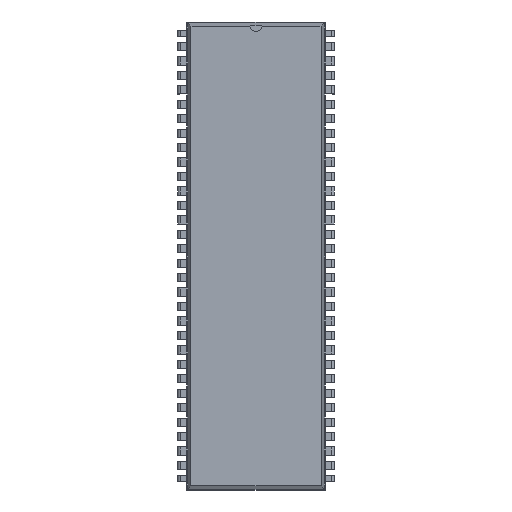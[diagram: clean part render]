
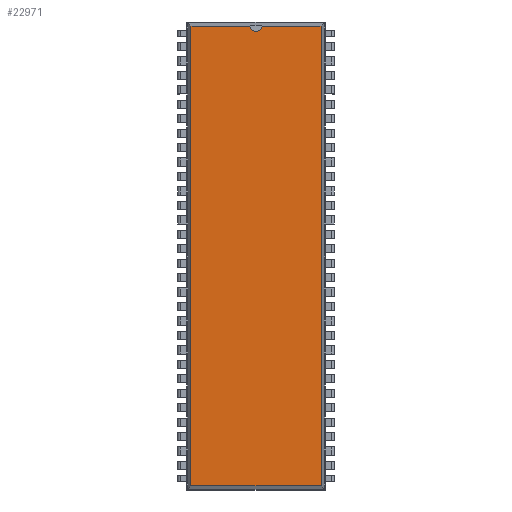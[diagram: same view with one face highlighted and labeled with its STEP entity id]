
A CAD part, top view. The second image highlights one B-rep face of the part: STEP entity #22971.
In plain terms, the highlighted planar face has unit normal (0, 0, 1).
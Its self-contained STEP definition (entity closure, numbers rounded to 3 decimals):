
#10786 = VERTEX_POINT('',#10787);
#10787 = CARTESIAN_POINT('',(17.533,0.74,4.76));
#10792 = EDGE_CURVE('',#10793,#10786,#10795,.T.);
#10793 = VERTEX_POINT('',#10794);
#10794 = CARTESIAN_POINT('',(17.533,-55.92,4.76));
#10795 = LINE('',#10796,#10797);
#10796 = CARTESIAN_POINT('',(17.533,-55.92,4.76));
#10797 = VECTOR('',#10798,1.);
#10798 = DIRECTION('',(0.,1.,0.));
#22897 = VERTEX_POINT('',#22898);
#22898 = CARTESIAN_POINT('',(1.513,0.74,4.76));
#22903 = EDGE_CURVE('',#22904,#22897,#22906,.T.);
#22904 = VERTEX_POINT('',#22905);
#22905 = CARTESIAN_POINT('',(8.777,0.74,4.76));
#22906 = LINE('',#22907,#22908);
#22907 = CARTESIAN_POINT('',(17.533,0.74,4.76));
#22908 = VECTOR('',#22909,1.);
#22909 = DIRECTION('',(-1.,0.,0.));
#22929 = VERTEX_POINT('',#22930);
#22930 = CARTESIAN_POINT('',(10.269,0.74,4.76));
#22938 = EDGE_CURVE('',#10786,#22929,#22939,.T.);
#22939 = LINE('',#22940,#22941);
#22940 = CARTESIAN_POINT('',(17.533,0.74,4.76));
#22941 = VECTOR('',#22942,1.);
#22942 = DIRECTION('',(-1.,0.,0.));
#22954 = EDGE_CURVE('',#22955,#10793,#22957,.T.);
#22955 = VERTEX_POINT('',#22956);
#22956 = CARTESIAN_POINT('',(1.513,-55.92,4.76));
#22957 = LINE('',#22958,#22959);
#22958 = CARTESIAN_POINT('',(1.513,-55.92,4.76));
#22959 = VECTOR('',#22960,1.);
#22960 = DIRECTION('',(1.,0.,0.));
#22971 = ADVANCED_FACE('',(#22972),#23000,.F.);
#22972 = FACE_BOUND('',#22973,.F.);
#22973 = EDGE_LOOP('',(#22974,#22975,#22976,#22982,#22983,#22992,#22999)
);
#22974 = ORIENTED_EDGE('',*,*,#10792,.F.);
#22975 = ORIENTED_EDGE('',*,*,#22954,.F.);
#22976 = ORIENTED_EDGE('',*,*,#22977,.F.);
#22977 = EDGE_CURVE('',#22897,#22955,#22978,.T.);
#22978 = LINE('',#22979,#22980);
#22979 = CARTESIAN_POINT('',(1.513,0.74,4.76));
#22980 = VECTOR('',#22981,1.);
#22981 = DIRECTION('',(0.,-1.,0.));
#22982 = ORIENTED_EDGE('',*,*,#22903,.F.);
#22983 = ORIENTED_EDGE('',*,*,#22984,.F.);
#22984 = EDGE_CURVE('',#22985,#22904,#22987,.T.);
#22985 = VERTEX_POINT('',#22986);
#22986 = CARTESIAN_POINT('',(9.523,0.065,4.76));
#22987 = CIRCLE('',#22988,0.75);
#22988 = AXIS2_PLACEMENT_3D('',#22989,#22990,#22991);
#22989 = CARTESIAN_POINT('',(9.523,0.815,4.76));
#22990 = DIRECTION('',(-0.,0.,-1.));
#22991 = DIRECTION('',(0.,-1.,0.));
#22992 = ORIENTED_EDGE('',*,*,#22993,.F.);
#22993 = EDGE_CURVE('',#22929,#22985,#22994,.T.);
#22994 = CIRCLE('',#22995,0.75);
#22995 = AXIS2_PLACEMENT_3D('',#22996,#22997,#22998);
#22996 = CARTESIAN_POINT('',(9.523,0.815,4.76));
#22997 = DIRECTION('',(-0.,0.,-1.));
#22998 = DIRECTION('',(0.,-1.,0.));
#22999 = ORIENTED_EDGE('',*,*,#22938,.F.);
#23000 = PLANE('',#23001);
#23001 = AXIS2_PLACEMENT_3D('',#23002,#23003,#23004);
#23002 = CARTESIAN_POINT('',(17.533,-55.92,4.76));
#23003 = DIRECTION('',(0.,0.,-1.));
#23004 = DIRECTION('',(-0.272,0.962,0.));
